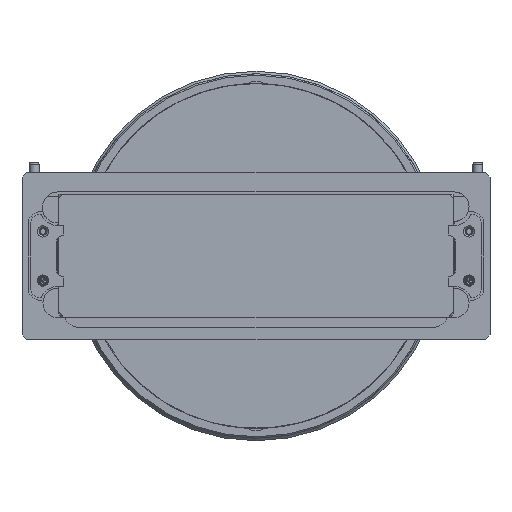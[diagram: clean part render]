
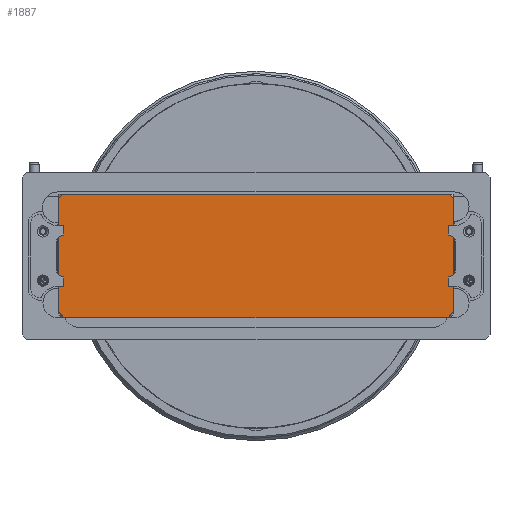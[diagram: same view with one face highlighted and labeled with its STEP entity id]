
A CAD part, left-side view. The second image highlights one B-rep face of the part: STEP entity #1887.
In plain terms, the highlighted planar face has unit normal (-1, 0, 0).
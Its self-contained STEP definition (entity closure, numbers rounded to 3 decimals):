
#1887=ADVANCED_FACE('',(#3208),#2680,.T.);
#2680=PLANE('',#18227);
#3208=FACE_OUTER_BOUND('',#3995,.T.);
#3995=EDGE_LOOP('',(#8668,#8669,#8670,#8671,#8672,#8673,#8674,#8675,#8676,
#8677));
#5367=LINE('',#27034,#6422);
#5390=LINE('',#27115,#6445);
#5516=LINE('',#27476,#6571);
#5523=LINE('',#27489,#6578);
#5525=LINE('',#27511,#6580);
#5527=LINE('',#27519,#6582);
#6422=VECTOR('',#20235,1.);
#6445=VECTOR('',#20298,1.);
#6571=VECTOR('',#20652,1.);
#6578=VECTOR('',#20665,1.);
#6580=VECTOR('',#20675,1.);
#6582=VECTOR('',#20681,1.);
#8668=ORIENTED_EDGE('',*,*,#14995,.F.);
#8669=ORIENTED_EDGE('',*,*,#14773,.T.);
#8670=ORIENTED_EDGE('',*,*,#14996,.T.);
#8671=ORIENTED_EDGE('',*,*,#14812,.T.);
#8672=ORIENTED_EDGE('',*,*,#14989,.F.);
#8673=ORIENTED_EDGE('',*,*,#14986,.F.);
#8674=ORIENTED_EDGE('',*,*,#14973,.F.);
#8675=ORIENTED_EDGE('',*,*,#14979,.F.);
#8676=ORIENTED_EDGE('',*,*,#14972,.F.);
#8677=ORIENTED_EDGE('',*,*,#14993,.T.);
#12514=VERTEX_POINT('',#27030);
#12515=VERTEX_POINT('',#27035);
#12548=VERTEX_POINT('',#27112);
#12549=VERTEX_POINT('',#27116);
#12640=VERTEX_POINT('',#27446);
#12643=VERTEX_POINT('',#27451);
#12644=VERTEX_POINT('',#27461);
#12645=VERTEX_POINT('',#27462);
#12653=VERTEX_POINT('',#27490);
#12656=VERTEX_POINT('',#27510);
#14773=EDGE_CURVE('',#12515,#12514,#5367,.T.);
#14812=EDGE_CURVE('',#12548,#12549,#5390,.T.);
#14972=EDGE_CURVE('',#12643,#12640,#16780,.T.);
#14973=EDGE_CURVE('',#12644,#12645,#16781,.T.);
#14979=EDGE_CURVE('',#12640,#12644,#5516,.T.);
#14986=EDGE_CURVE('',#12645,#12653,#5523,.T.);
#14989=EDGE_CURVE('',#12653,#12549,#16784,.T.);
#14993=EDGE_CURVE('',#12643,#12656,#5525,.T.);
#14995=EDGE_CURVE('',#12515,#12656,#16786,.T.);
#14996=EDGE_CURVE('',#12514,#12548,#5527,.T.);
#16780=B_SPLINE_CURVE_WITH_KNOTS('',3,(#27452,#27453,#27454,#27455),
 .UNSPECIFIED.,.F.,.F.,(4,4),(0.,1.),.UNSPECIFIED.);
#16781=B_SPLINE_CURVE_WITH_KNOTS('',3,(#27457,#27458,#27459,#27460),
 .UNSPECIFIED.,.F.,.F.,(4,4),(0.,1.),.UNSPECIFIED.);
#16784=B_SPLINE_CURVE_WITH_KNOTS('',3,(#27498,#27499,#27500,#27501),
 .UNSPECIFIED.,.F.,.F.,(4,4),(0.,1.),.UNSPECIFIED.);
#16786=B_SPLINE_CURVE_WITH_KNOTS('',3,(#27515,#27516,#27517,#27518),
 .UNSPECIFIED.,.F.,.F.,(4,4),(0.,1.),.UNSPECIFIED.);
#18227=AXIS2_PLACEMENT_3D('',#27520,#20682,#20683);
#20235=DIRECTION('',(0.,-1.,0.));
#20298=DIRECTION('',(0.,-1.,0.));
#20652=DIRECTION('',(0.,-1.,0.));
#20665=DIRECTION('',(0.,0.,-1.));
#20675=DIRECTION('',(0.,0.,-1.));
#20681=DIRECTION('',(0.,-1.,0.));
#20682=DIRECTION('',(-1.,0.,0.));
#20683=DIRECTION('',(0.,0.,-1.));
#27030=CARTESIAN_POINT('',(-542.127,38.828,-12.5));
#27034=CARTESIAN_POINT('',(-542.127,-40.,-12.5));
#27035=CARTESIAN_POINT('',(-542.127,39.07,-12.5));
#27112=CARTESIAN_POINT('',(-542.127,-38.828,-12.5));
#27115=CARTESIAN_POINT('',(-542.127,-40.,-12.5));
#27116=CARTESIAN_POINT('',(-542.127,-39.07,-12.5));
#27446=CARTESIAN_POINT('',(-542.127,39.355,12.5));
#27451=CARTESIAN_POINT('',(-542.127,40.,11.57));
#27452=CARTESIAN_POINT('',(-542.127,40.,11.57));
#27453=CARTESIAN_POINT('',(-542.127,39.788,11.882));
#27454=CARTESIAN_POINT('',(-542.127,39.573,12.192));
#27455=CARTESIAN_POINT('',(-542.127,39.355,12.5));
#27457=CARTESIAN_POINT('',(-542.127,-39.355,12.5));
#27458=CARTESIAN_POINT('',(-542.127,-39.573,12.192));
#27459=CARTESIAN_POINT('',(-542.127,-39.788,11.882));
#27460=CARTESIAN_POINT('',(-542.127,-40.,11.57));
#27461=CARTESIAN_POINT('',(-542.127,-39.355,12.5));
#27462=CARTESIAN_POINT('',(-542.127,-40.,11.57));
#27476=CARTESIAN_POINT('',(-542.127,-40.,12.5));
#27489=CARTESIAN_POINT('',(-542.127,-40.,-12.5));
#27490=CARTESIAN_POINT('',(-542.127,-40.,-11.17));
#27498=CARTESIAN_POINT('',(-542.127,-40.,-11.17));
#27499=CARTESIAN_POINT('',(-542.127,-39.696,-11.617));
#27500=CARTESIAN_POINT('',(-542.127,-39.386,-12.06));
#27501=CARTESIAN_POINT('',(-542.127,-39.07,-12.5));
#27510=CARTESIAN_POINT('',(-542.127,40.,-11.17));
#27511=CARTESIAN_POINT('',(-542.127,40.,-12.5));
#27515=CARTESIAN_POINT('',(-542.127,39.07,-12.5));
#27516=CARTESIAN_POINT('',(-542.127,39.386,-12.06));
#27517=CARTESIAN_POINT('',(-542.127,39.696,-11.617));
#27518=CARTESIAN_POINT('',(-542.127,40.,-11.17));
#27519=CARTESIAN_POINT('',(-542.127,-40.,-12.5));
#27520=CARTESIAN_POINT('',(-542.127,-40.,-12.5));
